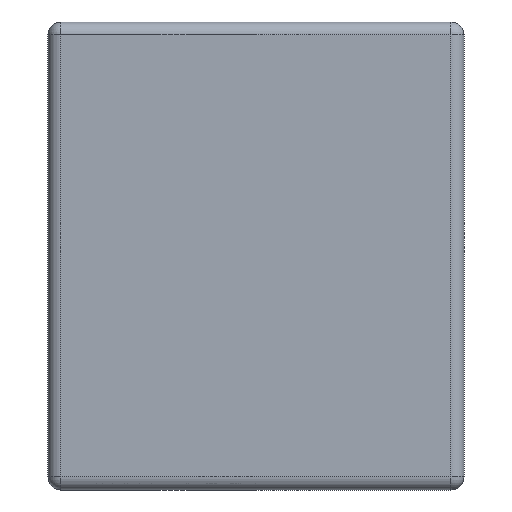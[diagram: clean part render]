
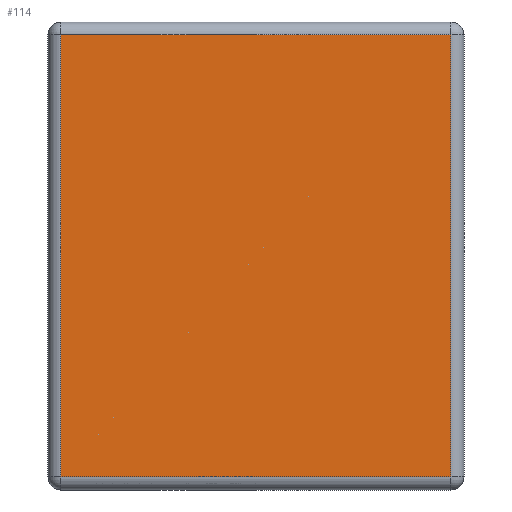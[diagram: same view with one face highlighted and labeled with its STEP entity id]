
A CAD part, left-side view. The second image highlights one B-rep face of the part: STEP entity #114.
In plain terms, the highlighted planar face has unit normal (-1, 0, 0).
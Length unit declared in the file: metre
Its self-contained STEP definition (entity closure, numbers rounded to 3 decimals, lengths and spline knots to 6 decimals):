
#114 = ADVANCED_FACE( '', ( #239 ), #240, .F. );
#239 = FACE_OUTER_BOUND( '', #376, .T. );
#240 = PLANE( '', #377 );
#376 = EDGE_LOOP( '', ( #602, #603, #604, #605 ) );
#377 = AXIS2_PLACEMENT_3D( '', #606, #607, #608 );
#602 = ORIENTED_EDGE( '', *, *, #838, .T. );
#603 = ORIENTED_EDGE( '', *, *, #852, .T. );
#604 = ORIENTED_EDGE( '', *, *, #853, .T. );
#605 = ORIENTED_EDGE( '', *, *, #854, .T. );
#606 = CARTESIAN_POINT( '', ( -0.0016, -0.0008, 0.0009 ) );
#607 = DIRECTION( '', ( 1., 0., 0. ) );
#608 = DIRECTION( '', ( 0., 0., -1. ) );
#838 = EDGE_CURVE( '', #985, #978, #1007, .T. );
#852 = EDGE_CURVE( '', #978, #1025, #1026, .T. );
#853 = EDGE_CURVE( '', #1025, #974, #1027, .F. );
#854 = EDGE_CURVE( '', #974, #985, #1028, .F. );
#974 = VERTEX_POINT( '', #1176 );
#978 = VERTEX_POINT( '', #1180 );
#985 = VERTEX_POINT( '', #1187 );
#1007 = LINE( '', #1214, #1215 );
#1025 = VERTEX_POINT( '', #1240 );
#1026 = LINE( '', #1241, #1242 );
#1027 = LINE( '', #1243, #1244 );
#1028 = LINE( '', #1245, #1246 );
#1176 = CARTESIAN_POINT( '', ( -0.0016, -0.00075, 0.00005 ) );
#1180 = CARTESIAN_POINT( '', ( -0.0016, 0.00075, 0.00175 ) );
#1187 = CARTESIAN_POINT( '', ( -0.0016, -0.00075, 0.00175 ) );
#1214 = CARTESIAN_POINT( '', ( -0.0016, -0.0008, 0.00175 ) );
#1215 = VECTOR( '', #1408, 1. );
#1240 = CARTESIAN_POINT( '', ( -0.0016, 0.00075, 0.00005 ) );
#1241 = CARTESIAN_POINT( '', ( -0.0016, 0.00075, 0.0009 ) );
#1242 = VECTOR( '', #1419, 1. );
#1243 = CARTESIAN_POINT( '', ( -0.0016, -0.0008, 0.00005 ) );
#1244 = VECTOR( '', #1420, 1. );
#1245 = CARTESIAN_POINT( '', ( -0.0016, -0.00075, 0.0018 ) );
#1246 = VECTOR( '', #1421, 1. );
#1408 = DIRECTION( '', ( 0., 1., 0. ) );
#1419 = DIRECTION( '', ( 0., 0., -1. ) );
#1420 = DIRECTION( '', ( 0., 1., 0. ) );
#1421 = DIRECTION( '', ( 0., 0., -1. ) );
